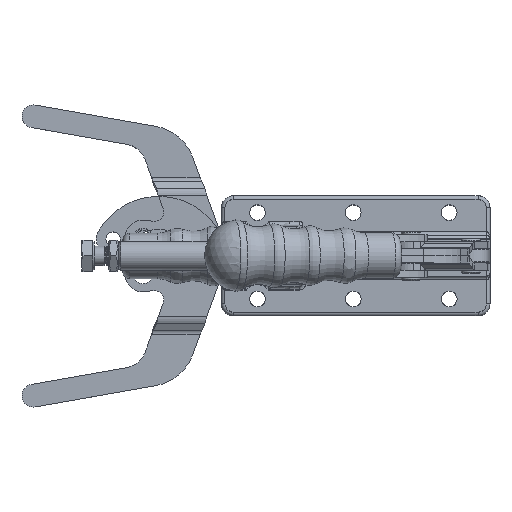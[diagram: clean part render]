
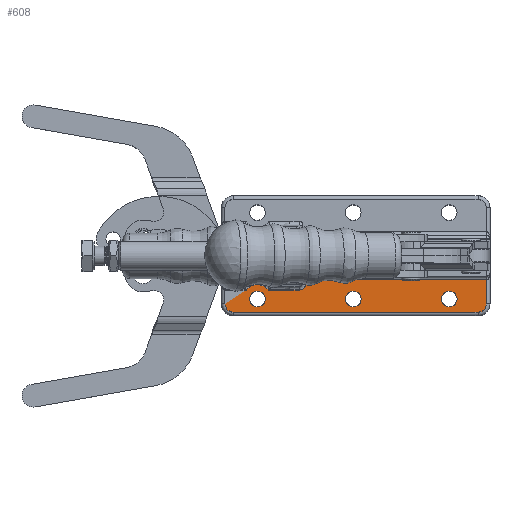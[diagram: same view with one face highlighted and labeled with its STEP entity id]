
A CAD part, top view. The second image highlights one B-rep face of the part: STEP entity #608.
In plain terms, the highlighted planar face has unit normal (0, 0, 1).
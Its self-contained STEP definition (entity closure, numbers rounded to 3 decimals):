
#608 = ADVANCED_FACE( '', ( #1490, #1491, #1492, #1493 ), #1494, .T. );
#1490 = FACE_OUTER_BOUND( '', #3010, .T. );
#1491 = FACE_BOUND( '', #3011, .T. );
#1492 = FACE_BOUND( '', #3012, .T. );
#1493 = FACE_BOUND( '', #3013, .T. );
#1494 = PLANE( '', #3014 );
#3010 = EDGE_LOOP( '', ( #5221, #5222, #5223, #5224, #5225, #5226, #5227, #5228, #5229, #5230, #5231, #5232 ) );
#3011 = EDGE_LOOP( '', ( #5233 ) );
#3012 = EDGE_LOOP( '', ( #5234 ) );
#3013 = EDGE_LOOP( '', ( #5235 ) );
#3014 = AXIS2_PLACEMENT_3D( '', #5236, #5237, #5238 );
#5221 = ORIENTED_EDGE( '', *, *, #7388, .T. );
#5222 = ORIENTED_EDGE( '', *, *, #7389, .T. );
#5223 = ORIENTED_EDGE( '', *, *, #7390, .T. );
#5224 = ORIENTED_EDGE( '', *, *, #7391, .T. );
#5225 = ORIENTED_EDGE( '', *, *, #7392, .T. );
#5226 = ORIENTED_EDGE( '', *, *, #7393, .T. );
#5227 = ORIENTED_EDGE( '', *, *, #7394, .T. );
#5228 = ORIENTED_EDGE( '', *, *, #7395, .T. );
#5229 = ORIENTED_EDGE( '', *, *, #7039, .T. );
#5230 = ORIENTED_EDGE( '', *, *, #7396, .T. );
#5231 = ORIENTED_EDGE( '', *, *, #7397, .T. );
#5232 = ORIENTED_EDGE( '', *, *, #7398, .T. );
#5233 = ORIENTED_EDGE( '', *, *, #7399, .F. );
#5234 = ORIENTED_EDGE( '', *, *, #7234, .F. );
#5235 = ORIENTED_EDGE( '', *, *, #7400, .F. );
#5236 = CARTESIAN_POINT( '', ( 0.107, -25., 5.4 ) );
#5237 = DIRECTION( '', ( 0., 0., 1. ) );
#5238 = DIRECTION( '', ( 1., 0., 0. ) );
#7039 = EDGE_CURVE( '', #7976, #7977, #7978, .T. );
#7234 = EDGE_CURVE( '', #8314, #8314, #8315, .T. );
#7388 = EDGE_CURVE( '', #8557, #8558, #8559, .T. );
#7389 = EDGE_CURVE( '', #8558, #8560, #8561, .T. );
#7390 = EDGE_CURVE( '', #8560, #8562, #8563, .T. );
#7391 = EDGE_CURVE( '', #8562, #8564, #8565, .T. );
#7392 = EDGE_CURVE( '', #8564, #8566, #8567, .T. );
#7393 = EDGE_CURVE( '', #8566, #8568, #8569, .T. );
#7394 = EDGE_CURVE( '', #8568, #8570, #8571, .T. );
#7395 = EDGE_CURVE( '', #8570, #7976, #8572, .T. );
#7396 = EDGE_CURVE( '', #7977, #8573, #8574, .T. );
#7397 = EDGE_CURVE( '', #8573, #8575, #8576, .T. );
#7398 = EDGE_CURVE( '', #8575, #8557, #8577, .T. );
#7399 = EDGE_CURVE( '', #8578, #8578, #8579, .T. );
#7400 = EDGE_CURVE( '', #8580, #8580, #8581, .T. );
#7976 = VERTEX_POINT( '', #9402 );
#7977 = VERTEX_POINT( '', #9403 );
#7978 = LINE( '', #9404, #9405 );
#8314 = VERTEX_POINT( '', #10000 );
#8315 = CIRCLE( '', #10001, 3.25 );
#8557 = VERTEX_POINT( '', #10491 );
#8558 = VERTEX_POINT( '', #10492 );
#8559 = LINE( '', #10493, #10494 );
#8560 = VERTEX_POINT( '', #10495 );
#8561 = LINE( '', #10496, #10497 );
#8562 = VERTEX_POINT( '', #10498 );
#8563 = LINE( '', #10499, #10500 );
#8564 = VERTEX_POINT( '', #10501 );
#8565 = B_SPLINE_CURVE_WITH_KNOTS( '', 2, ( #10502, #10503, #10504, #10505, #10506, #10507, #10508, #10509, #10510 ), .UNSPECIFIED., .F., .F., ( 3, 2, 2, 2, 3 ), ( 0., 0.25, 0.5, 0.75, 1. ), .UNSPECIFIED. );
#8566 = VERTEX_POINT( '', #10511 );
#8567 = LINE( '', #10512, #10513 );
#8568 = VERTEX_POINT( '', #10514 );
#8569 = CIRCLE( '', #10515, 6. );
#8570 = VERTEX_POINT( '', #10516 );
#8571 = LINE( '', #10517, #10518 );
#8572 = B_SPLINE_CURVE_WITH_KNOTS( '', 1, ( #10519, #10520 ), .UNSPECIFIED., .F., .F., ( 2, 2 ), ( 0., 1. ), .UNSPECIFIED. );
#8573 = VERTEX_POINT( '', #10521 );
#8574 = CIRCLE( '', #10522, 3.5 );
#8575 = VERTEX_POINT( '', #10523 );
#8576 = LINE( '', #10524, #10525 );
#8577 = CIRCLE( '', #10526, 3.5 );
#8578 = VERTEX_POINT( '', #10527 );
#8579 = CIRCLE( '', #10528, 3.25 );
#8580 = VERTEX_POINT( '', #10529 );
#8581 = CIRCLE( '', #10530, 3.25 );
#9402 = CARTESIAN_POINT( '', ( 1.607, -14.238, 5.4 ) );
#9403 = CARTESIAN_POINT( '', ( 1.607, -20., 5.4 ) );
#9404 = CARTESIAN_POINT( '', ( 1.607, -20., 5.4 ) );
#9405 = VECTOR( '', #12264, 1000. );
#10000 = CARTESIAN_POINT( '', ( 58.357, -18., 5.4 ) );
#10001 = AXIS2_PLACEMENT_3D( '', #12525, #12526, #12527 );
#10491 = CARTESIAN_POINT( '', ( 110.607, -20., 5.4 ) );
#10492 = CARTESIAN_POINT( '', ( 110.607, -10., 5.4 ) );
#10493 = CARTESIAN_POINT( '', ( 110.607, -8.5, 5.4 ) );
#10494 = VECTOR( '', #12719, 1000. );
#10495 = CARTESIAN_POINT( '', ( 35.506, -10., 5.4 ) );
#10496 = CARTESIAN_POINT( '', ( 35.506, -10., 5.4 ) );
#10497 = VECTOR( '', #12720, 1000. );
#10498 = CARTESIAN_POINT( '', ( 35.506, -11.247, 5.4 ) );
#10499 = CARTESIAN_POINT( '', ( 35.506, -11.344, 5.4 ) );
#10500 = VECTOR( '', #12721, 1000. );
#10501 = CARTESIAN_POINT( '', ( 32.513, -14.239, 5.4 ) );
#10502 = CARTESIAN_POINT( '', ( 35.506, -11.247, 5.4 ) );
#10503 = CARTESIAN_POINT( '', ( 35.506, -11.843, 5.4 ) );
#10504 = CARTESIAN_POINT( '', ( 35.278, -12.393, 5.4 ) );
#10505 = CARTESIAN_POINT( '', ( 35.051, -12.942, 5.4 ) );
#10506 = CARTESIAN_POINT( '', ( 34.63, -13.364, 5.4 ) );
#10507 = CARTESIAN_POINT( '', ( 34.21, -13.784, 5.4 ) );
#10508 = CARTESIAN_POINT( '', ( 33.659, -14.012, 5.4 ) );
#10509 = CARTESIAN_POINT( '', ( 33.11, -14.239, 5.4 ) );
#10510 = CARTESIAN_POINT( '', ( 32.513, -14.239, 5.4 ) );
#10511 = CARTESIAN_POINT( '', ( 19.782, -14.239, 5.4 ) );
#10512 = CARTESIAN_POINT( '', ( 0.107, -14.239, 5.4 ) );
#10513 = VECTOR( '', #12722, 1000. );
#10514 = CARTESIAN_POINT( '', ( 10.432, -14.239, 5.4 ) );
#10515 = AXIS2_PLACEMENT_3D( '', #12723, #12724, #12725 );
#10516 = CARTESIAN_POINT( '', ( 1.701, -14.239, 5.4 ) );
#10517 = CARTESIAN_POINT( '', ( 0.107, -14.239, 5.4 ) );
#10518 = VECTOR( '', #12726, 1000. );
#10519 = CARTESIAN_POINT( '', ( 1.701, -14.239, 5.4 ) );
#10520 = CARTESIAN_POINT( '', ( 1.607, -14.238, 5.4 ) );
#10521 = CARTESIAN_POINT( '', ( 5.107, -23.5, 5.4 ) );
#10522 = AXIS2_PLACEMENT_3D( '', #12727, #12728, #12729 );
#10523 = CARTESIAN_POINT( '', ( 107.107, -23.5, 5.4 ) );
#10524 = CARTESIAN_POINT( '', ( 107.107, -23.5, 5.4 ) );
#10525 = VECTOR( '', #12730, 1000. );
#10526 = AXIS2_PLACEMENT_3D( '', #12731, #12732, #12733 );
#10527 = CARTESIAN_POINT( '', ( 98.357, -18., 5.4 ) );
#10528 = AXIS2_PLACEMENT_3D( '', #12734, #12735, #12736 );
#10529 = CARTESIAN_POINT( '', ( 18.357, -18., 5.4 ) );
#10530 = AXIS2_PLACEMENT_3D( '', #12737, #12738, #12739 );
#12264 = DIRECTION( '', ( 0., -1., 0. ) );
#12525 = CARTESIAN_POINT( '', ( 55.107, -18., 5.4 ) );
#12526 = DIRECTION( '', ( 0., 0., 1. ) );
#12527 = DIRECTION( '', ( 1., 0., 0. ) );
#12719 = DIRECTION( '', ( 0., 1., 0. ) );
#12720 = DIRECTION( '', ( -1., 0., 0. ) );
#12721 = DIRECTION( '', ( 0., -1., 0. ) );
#12722 = DIRECTION( '', ( -1., 0., 0. ) );
#12723 = CARTESIAN_POINT( '', ( 15.107, -18., 5.4 ) );
#12724 = DIRECTION( '', ( 0., 0., 1. ) );
#12725 = DIRECTION( '', ( 1., 0., 0. ) );
#12726 = DIRECTION( '', ( -1., 0., 0. ) );
#12727 = CARTESIAN_POINT( '', ( 5.107, -20., 5.4 ) );
#12728 = DIRECTION( '', ( 0., 0., 1. ) );
#12729 = DIRECTION( '', ( 1., 0., 0. ) );
#12730 = DIRECTION( '', ( 1., 0., 0. ) );
#12731 = CARTESIAN_POINT( '', ( 107.107, -20., 5.4 ) );
#12732 = DIRECTION( '', ( 0., 0., 1. ) );
#12733 = DIRECTION( '', ( 1., 0., 0. ) );
#12734 = CARTESIAN_POINT( '', ( 95.107, -18., 5.4 ) );
#12735 = DIRECTION( '', ( 0., 0., 1. ) );
#12736 = DIRECTION( '', ( 1., 0., 0. ) );
#12737 = CARTESIAN_POINT( '', ( 15.107, -18., 5.4 ) );
#12738 = DIRECTION( '', ( 0., 0., 1. ) );
#12739 = DIRECTION( '', ( 1., 0., 0. ) );
